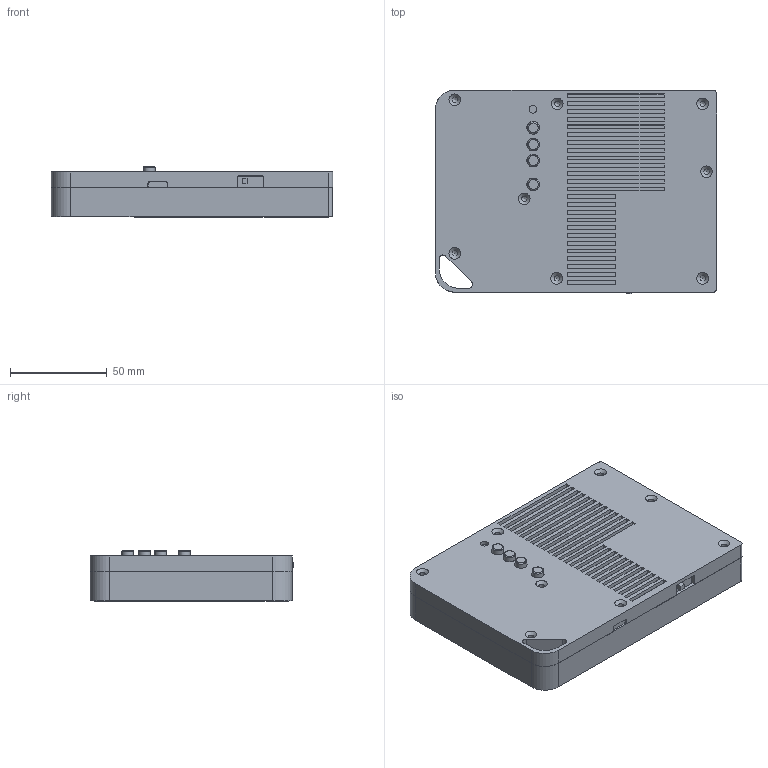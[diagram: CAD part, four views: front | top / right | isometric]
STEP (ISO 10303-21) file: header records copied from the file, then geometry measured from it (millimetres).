
FILE_DESCRIPTION(/* description */ (''),/* implementation_level */ '2;1');
FILE_NAME(/* name */ 'test_fit.stp',/* time_stamp */ '2024-03-30T00:14:54+08:00',/* author */ ('Toby'),/* organization */ (''),/* preprocessor_version */ 'ST-DEVELOPER v18.1',/* originating_system */ 'Autodesk Inventor 2021',/* authorisation */ '');
FILE_SCHEMA (('AUTOMOTIVE_DESIGN { 1 0 10303 214 3 1 1 }'));
Length unit declared in the file: millimetre
Products named in the file (5): test_fit; pcb_mockup; front-cover; back-cover; diffusor plate
Assembly tree (4 placements, depth 2):
  test_fit
    pcb_mockup
    front-cover
    back-cover
    diffusor plate
Bounding box: 145 x 105.09 x 26.17 mm (x, y, z)
Volume: 119754.3 mm3; surface area: 113199.5 mm2
Topology: 4 solids, 4 shells, 376 faces, 1081 edges, 729 vertices
Faces by surface type: plane 269, cylinder 87, cone 16, torus 4
Full cylindrical faces by diameter (mm): 3 x22, 4 x1, 6 x10, 6.5 x4
Entity records: 12683 total; most frequent: CARTESIAN_POINT 2187, ORIENTED_EDGE 2146, DIRECTION 2112, EDGE_CURVE 1073, LINE 804, VECTOR 804, VERTEX_POINT 729, AXIS2_PLACEMENT_3D 654
